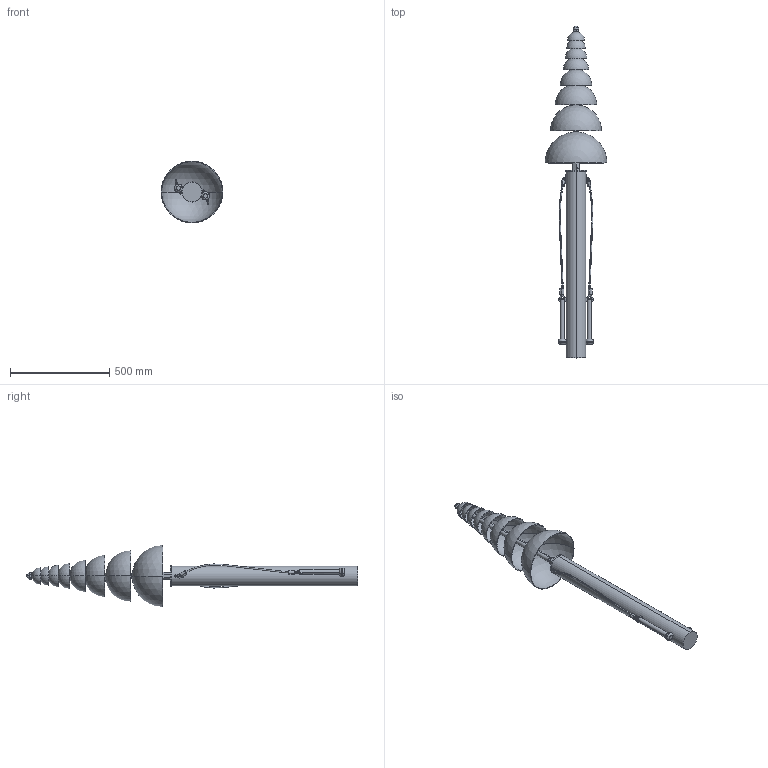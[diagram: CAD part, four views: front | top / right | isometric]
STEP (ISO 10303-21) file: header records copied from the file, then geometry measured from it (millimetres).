
FILE_DESCRIPTION (( 'STEP AP214' ), '1' );
FILE_NAME ('PBEL-3D-STEP.STEP', '2020-01-15T18:33:06', ( '' ), ( '' ), 'SwSTEP 2.0', 'SolidWorks 2019', '' );
FILE_SCHEMA (( 'AUTOMOTIVE_DESIGN' ));
Length unit declared in the file: inch
Products named in the file (33): P034FGP-BK-5_1.25 in; P034FGP-BK-5_2 in ; 91855A530_91855A530; MoldedMallet-Standard_80BLK; MalletAssembly_MA-80BLK-33; PBEL-BELL-6_PBEL-BELL-6; PBEL-BELL-2_PBEL-BELL-2; P034FGP-BK-5_1 in; PBEL-POST-REC-ASSM_PBEL-SM-POST-REC-ASSM; PBEL-BELL-4_PBEL-BELL-4; PBEL-BELL-3_PBEL-BELL-3; P034FGP-BK-5_5.125 in; 03-01-86-3014; .25Cable_33in; PBEL-BELL-5_PBEL-BELL-5; PBEL-BELL-8_PBEL-BELL-8; PBEL-ASSM-BELL_PBEL-ASSM-BELL; FHP-RG-SS_FHP-RG-SS; P034FGP-BK-5_3.75 in; PBEL-TR-SUP_PBEL-TR-SUP; P034FGP-BK-5_1.5 in; P034FGP-BK-5_2.5 in; PBEL-BELL-1_PBEL-BELL-1; MoldedMallet-Standard_Mallet; PBEL-BELL-7_PBEL-BELL-7; P034FGP-BK-5_4.875 in; PBEL-3D-STEP; 7132K573_2in; PBEL-7132K573_7132K573; MoldedMallet-Standard_NylonRod; PBEL-POST-REC_PBEL-SM-POST-REC
Assembly tree (42 placements, depth 5):
  PBEL-3D-STEP
    PBEL-ASSM-BELL_PBEL-ASSM-BELL
      PBEL-BELL-1_PBEL-BELL-1
      PBEL-BELL-2_PBEL-BELL-2
      PBEL-BELL-3_PBEL-BELL-3
      PBEL-BELL-4_PBEL-BELL-4
      PBEL-BELL-5_PBEL-BELL-5
      PBEL-BELL-6_PBEL-BELL-6
      PBEL-BELL-7_PBEL-BELL-7
      PBEL-BELL-8_PBEL-BELL-8
      P034FGP-BK-5_5.125 in
      P034FGP-BK-5_4.875 in
      P034FGP-BK-5_3.75 in
      P034FGP-BK-5_2.5 in
      P034FGP-BK-5_2 in 
      P034FGP-BK-5_1.5 in
      P034FGP-BK-5_1.25 in
      P034FGP-BK-5_1 in
      91855A530_91855A530
      PBEL-7132K573_7132K573
    PBEL-POST-REC-ASSM_PBEL-SM-POST-REC-ASSM
      PBEL-POST-REC_PBEL-SM-POST-REC
      PBEL-TR-SUP_PBEL-TR-SUP
      FHP-RG-SS_FHP-RG-SS  x2
      MalletAssembly_MA-80BLK-33
        MoldedMallet-Standard_80BLK
          MoldedMallet-Standard_Mallet
          MoldedMallet-Standard_NylonRod
        03-01-86-3014  x2
        7132K573_2in  x2
        .25Cable_33in
      MalletAssembly_MA-80BLK-33
        MoldedMallet-Standard_80BLK
          MoldedMallet-Standard_Mallet
          MoldedMallet-Standard_NylonRod
        03-01-86-3014  x2
        7132K573_2in  x2
        .25Cable_33in
Bounding box: 311.15 x 1672.51 x 311.15 mm (x, y, z)
Volume: 9186180.6 mm3; surface area: 1499892.2 mm2
Topology: 37 solids, 37 shells, 574 faces, 1444 edges, 877 vertices
Faces by surface type: cylinder 269, plane 86, torus 74, bspline 58, sphere 48, cone 39
Entity records: 19158 total; most frequent: CARTESIAN_POINT 8468, DIRECTION 1965, ORIENTED_EDGE 1900, EDGE_CURVE 950, AXIS2_PLACEMENT_3D 878, VERTEX_POINT 598, CIRCLE 464, EDGE_LOOP 444
